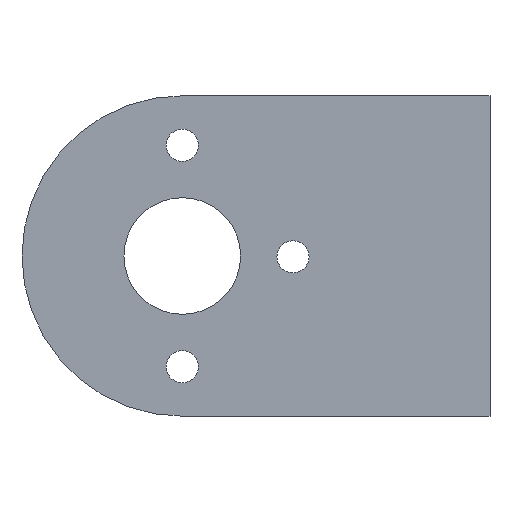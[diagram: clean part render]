
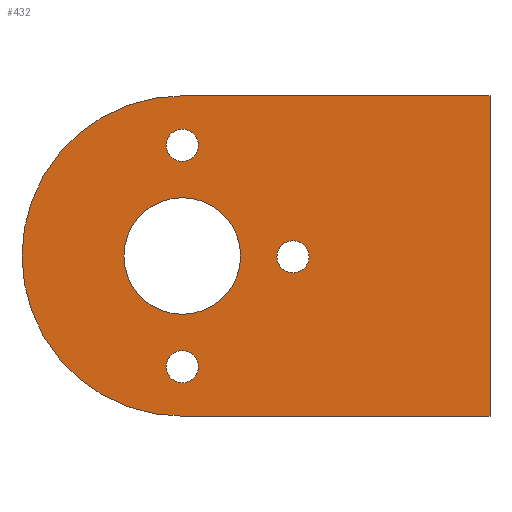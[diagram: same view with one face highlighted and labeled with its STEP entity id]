
A CAD part, front view. The second image highlights one B-rep face of the part: STEP entity #432.
In plain terms, the highlighted planar face has unit normal (0, -1, 0).
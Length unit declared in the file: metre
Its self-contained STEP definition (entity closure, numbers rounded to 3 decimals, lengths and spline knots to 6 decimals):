
#22=CIRCLE('',#470,0.011);
#25=CIRCLE('',#475,0.004);
#29=CIRCLE('',#481,0.0011);
#30=CIRCLE('',#482,0.0011);
#31=CIRCLE('',#483,0.0011);
#96=ORIENTED_EDGE('',*,*,#190,.T.);
#97=ORIENTED_EDGE('',*,*,#191,.T.);
#98=ORIENTED_EDGE('',*,*,#192,.T.);
#99=ORIENTED_EDGE('',*,*,#185,.T.);
#100=ORIENTED_EDGE('',*,*,#174,.T.);
#101=ORIENTED_EDGE('',*,*,#159,.T.);
#102=ORIENTED_EDGE('',*,*,#181,.F.);
#103=ORIENTED_EDGE('',*,*,#178,.F.);
#159=EDGE_CURVE('',#213,#212,#254,.T.);
#174=EDGE_CURVE('',#223,#213,#266,.T.);
#178=EDGE_CURVE('',#223,#226,#22,.T.);
#181=EDGE_CURVE('',#226,#212,#271,.T.);
#185=EDGE_CURVE('',#230,#230,#25,.T.);
#190=EDGE_CURVE('',#234,#234,#29,.F.);
#191=EDGE_CURVE('',#235,#235,#30,.F.);
#192=EDGE_CURVE('',#236,#236,#31,.F.);
#212=VERTEX_POINT('',#653);
#213=VERTEX_POINT('',#655);
#223=VERTEX_POINT('',#684);
#226=VERTEX_POINT('',#692);
#230=VERTEX_POINT('',#705);
#234=VERTEX_POINT('',#716);
#235=VERTEX_POINT('',#718);
#236=VERTEX_POINT('',#720);
#254=LINE('',#654,#295);
#266=LINE('',#683,#307);
#271=LINE('',#697,#312);
#295=VECTOR('',#523,1.);
#307=VECTOR('',#549,1.);
#312=VECTOR('',#562,1.);
#340=EDGE_LOOP('',(#96));
#341=EDGE_LOOP('',(#97));
#342=EDGE_LOOP('',(#98));
#343=EDGE_LOOP('',(#99));
#344=EDGE_LOOP('',(#100,#101,#102,#103));
#381=FACE_BOUND('',#340,.T.);
#382=FACE_BOUND('',#341,.T.);
#383=FACE_BOUND('',#342,.T.);
#384=FACE_BOUND('',#343,.T.);
#385=FACE_BOUND('',#344,.T.);
#411=PLANE('',#480);
#432=ADVANCED_FACE('',(#381,#382,#383,#384,#385),#411,.F.);
#470=AXIS2_PLACEMENT_3D('',#691,#555,#556);
#475=AXIS2_PLACEMENT_3D('',#704,#569,#570);
#480=AXIS2_PLACEMENT_3D('',#714,#580,#581);
#481=AXIS2_PLACEMENT_3D('',#715,#582,#583);
#482=AXIS2_PLACEMENT_3D('',#717,#584,#585);
#483=AXIS2_PLACEMENT_3D('',#719,#586,#587);
#523=DIRECTION('',(0.,0.,1.));
#549=DIRECTION('',(1.,0.,0.));
#555=DIRECTION('',(0.,1.,0.));
#556=DIRECTION('',(0.,0.,1.));
#562=DIRECTION('',(1.,0.,0.));
#569=DIRECTION('',(0.,1.,0.));
#570=DIRECTION('',(0.,0.,1.));
#580=DIRECTION('',(0.,1.,0.));
#581=DIRECTION('',(-1.,0.,0.));
#582=DIRECTION('',(0.,-1.,0.));
#583=DIRECTION('',(0.,0.,-1.));
#584=DIRECTION('',(0.,-1.,0.));
#585=DIRECTION('',(0.,0.,-1.));
#586=DIRECTION('',(0.,-1.,0.));
#587=DIRECTION('',(0.,0.,-1.));
#653=CARTESIAN_POINT('',(0.021122,-0.03098,0.01106));
#654=CARTESIAN_POINT('',(0.021122,-0.03098,0.00006));
#655=CARTESIAN_POINT('',(0.021122,-0.03098,-0.01094));
#683=CARTESIAN_POINT('',(0.010561,-0.03098,-0.01094));
#684=CARTESIAN_POINT('',(0.,-0.03098,-0.01094));
#691=CARTESIAN_POINT('',(0.,-0.03098,0.00006));
#692=CARTESIAN_POINT('',(0.,-0.03098,0.01106));
#697=CARTESIAN_POINT('',(0.010561,-0.03098,0.01106));
#704=CARTESIAN_POINT('',(0.,-0.03098,0.00006));
#705=CARTESIAN_POINT('',(0.,-0.03098,0.00406));
#714=CARTESIAN_POINT('',(0.005061,-0.03098,0.00006));
#715=CARTESIAN_POINT('',(0.0076,-0.03098,0.));
#716=CARTESIAN_POINT('',(0.0076,-0.03098,-0.0011));
#717=CARTESIAN_POINT('',(0.,-0.03098,0.00766));
#718=CARTESIAN_POINT('',(0.,-0.03098,0.00656));
#719=CARTESIAN_POINT('',(0.,-0.03098,-0.00754));
#720=CARTESIAN_POINT('',(0.,-0.03098,-0.00864));
